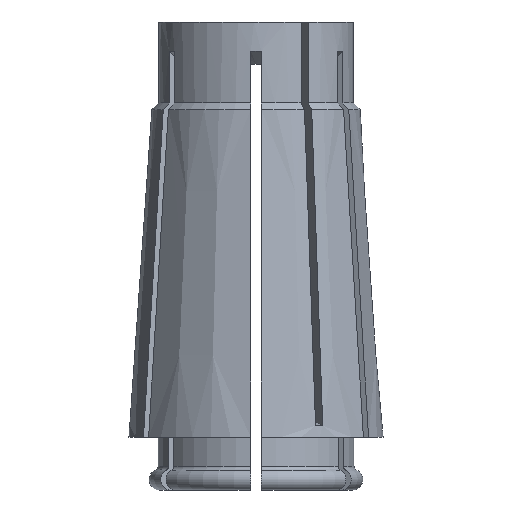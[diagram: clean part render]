
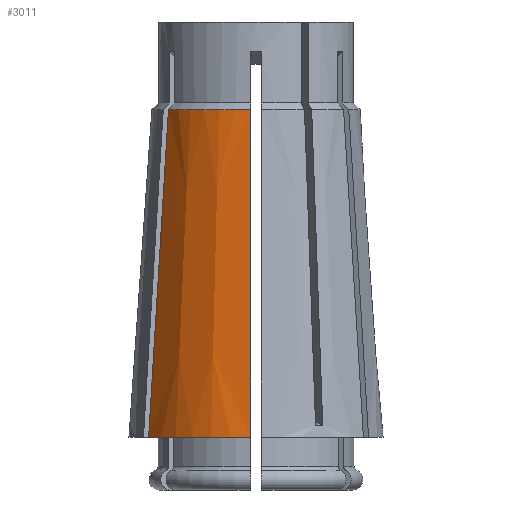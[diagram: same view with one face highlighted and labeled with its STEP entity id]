
A CAD part, front view. The second image highlights one B-rep face of the part: STEP entity #3011.
In plain terms, the highlighted conical face has half-angle 4 degrees and reference radius 12.25 mm.
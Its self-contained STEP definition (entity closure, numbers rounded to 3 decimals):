
#97 = CARTESIAN_POINT ( 'NONE',  ( 0., 0., -40. ) ) ;
#173 = CARTESIAN_POINT ( 'NONE',  ( -9.427, -6.02, -24.769 ) ) ;
#265 = AXIS2_PLACEMENT_3D ( 'NONE', #2416, #2403, #3545 ) ;
#289 = CARTESIAN_POINT ( 'NONE',  ( -0.5, -10.27, -11.86 ) ) ;
#379 = VERTEX_POINT ( 'NONE', #1757 ) ;
#390 = DIRECTION ( 'NONE',  ( 0., 0., -1. ) ) ;
#595 = CARTESIAN_POINT ( 'NONE',  ( -0.5, -10.39, -13.568 ) ) ;
#616 = CARTESIAN_POINT ( 'NONE',  ( -8.437, -5.449, -8.444 ) ) ;
#641 = EDGE_LOOP ( 'NONE', ( #1688, #3122, #1562, #2489 ) ) ;
#661 = CARTESIAN_POINT ( 'NONE',  ( 0., 0., -40. ) ) ;
#693 = CIRCLE ( 'NONE', #265, 10.044 ) ;
#786 = CARTESIAN_POINT ( 'NONE',  ( -8.437, -5.449, -8.444 ) ) ;
#996 = EDGE_CURVE ( 'NONE', #1027, #3783, #3329, .T. ) ;
#1014 = CIRCLE ( 'NONE', #3587, 12.25 ) ;
#1027 = VERTEX_POINT ( 'NONE', #1652 ) ;
#1511 = CARTESIAN_POINT ( 'NONE',  ( -0.5, -10.151, -10.152 ) ) ;
#1532 = DIRECTION ( 'NONE',  ( 0., 0., 1. ) ) ;
#1562 = ORIENTED_EDGE ( 'NONE', *, *, #3694, .T. ) ;
#1580 = EDGE_CURVE ( 'NONE', #3783, #2816, #693, .T. ) ;
#1640 = CARTESIAN_POINT ( 'NONE',  ( -8.613, -5.55, -11.347 ) ) ;
#1652 = CARTESIAN_POINT ( 'NONE',  ( -10.35, -6.553, -40. ) ) ;
#1688 = ORIENTED_EDGE ( 'NONE', *, *, #996, .F. ) ;
#1757 = CARTESIAN_POINT ( 'NONE',  ( -0.5, -12.24, -40. ) ) ;
#1772 = CARTESIAN_POINT ( 'NONE',  ( -0.5, -11.431, -28.441 ) ) ;
#1796 = CARTESIAN_POINT ( 'NONE',  ( -0.5, -10.031, -8.444 ) ) ;
#1839 = DIRECTION ( 'NONE',  ( 1., 0., 0. ) ) ;
#1922 = CARTESIAN_POINT ( 'NONE',  ( -10.35, -6.553, -40. ) ) ;
#1982 = CARTESIAN_POINT ( 'NONE',  ( -9.889, -6.287, -32.384 ) ) ;
#2061 = CARTESIAN_POINT ( 'NONE',  ( -0.5, -12.144, -38.626 ) ) ;
#2374 = CARTESIAN_POINT ( 'NONE',  ( -0.5, -10.91, -21.004 ) ) ;
#2403 = DIRECTION ( 'NONE',  ( 0., 0., 1. ) ) ;
#2416 = CARTESIAN_POINT ( 'NONE',  ( 0., 0., -8.444 ) ) ;
#2461 = AXIS2_PLACEMENT_3D ( 'NONE', #97, #390, #2751 ) ;
#2489 = ORIENTED_EDGE ( 'NONE', *, *, #1580, .F. ) ;
#2582 = CARTESIAN_POINT ( 'NONE',  ( -8.789, -5.652, -14.25 ) ) ;
#2677 = CARTESIAN_POINT ( 'NONE',  ( -0.5, -12.24, -40. ) ) ;
#2751 = DIRECTION ( 'NONE',  ( -1., 0., 0. ) ) ;
#2816 = VERTEX_POINT ( 'NONE', #3009 ) ;
#2870 = EDGE_CURVE ( 'NONE', #1027, #379, #1014, .T. ) ;
#2973 = CARTESIAN_POINT ( 'NONE',  ( -0.5, -11.951, -35.877 ) ) ;
#3009 = CARTESIAN_POINT ( 'NONE',  ( -0.5, -10.031, -8.444 ) ) ;
#3011 = ADVANCED_FACE ( 'NONE', ( #3797 ), #3097, .T. ) ;
#3097 = CONICAL_SURFACE ( 'NONE', #2461, 12.25, 0.07 ) ;
#3122 = ORIENTED_EDGE ( 'NONE', *, *, #2870, .T. ) ;
#3324 = B_SPLINE_CURVE_WITH_KNOTS ( 'NONE', 3,
 ( #2677, #2061, #3538, #2973, #1772, #2374, #595, #289, #1511, #1796 ),
 .UNSPECIFIED., .F., .F.,
 ( 4, 3, 3, 4 ),
 ( 0.018, 0.022, 0.045, 0.05 ),
 .UNSPECIFIED. ) ;
#3329 = B_SPLINE_CURVE_WITH_KNOTS ( 'NONE', 3,
 ( #1922, #1982, #173, #3457, #2582, #1640, #786 ),
 .UNSPECIFIED., .F., .F.,
 ( 4, 3, 4 ),
 ( 0., 0.023, 0.032 ),
 .UNSPECIFIED. ) ;
#3457 = CARTESIAN_POINT ( 'NONE',  ( -8.965, -5.753, -17.153 ) ) ;
#3538 = CARTESIAN_POINT ( 'NONE',  ( -0.5, -12.048, -37.251 ) ) ;
#3545 = DIRECTION ( 'NONE',  ( 1., 0., 0. ) ) ;
#3587 = AXIS2_PLACEMENT_3D ( 'NONE', #661, #1532, #1839 ) ;
#3694 = EDGE_CURVE ( 'NONE', #379, #2816, #3324, .T. ) ;
#3783 = VERTEX_POINT ( 'NONE', #616 ) ;
#3797 = FACE_OUTER_BOUND ( 'NONE', #641, .T. ) ;
